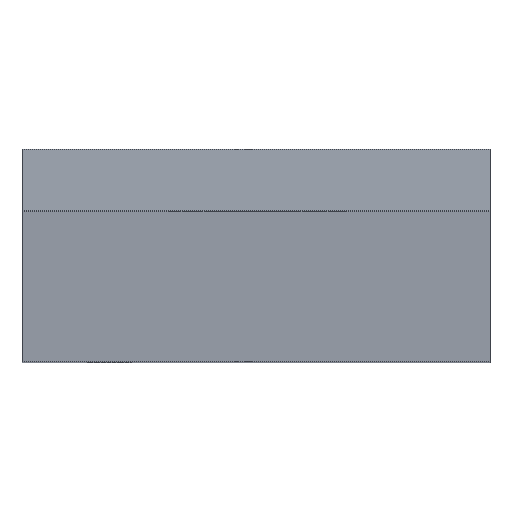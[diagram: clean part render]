
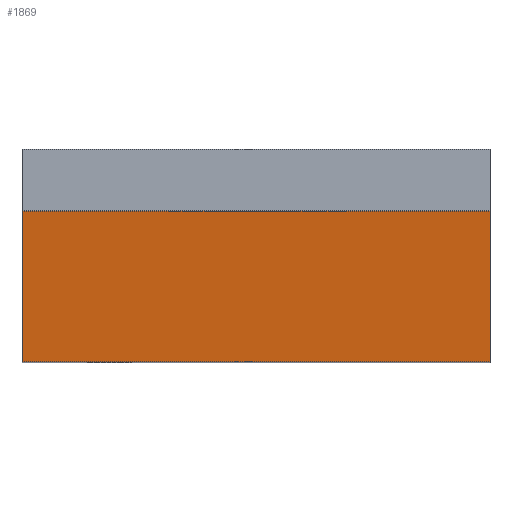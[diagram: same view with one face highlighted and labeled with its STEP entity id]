
A CAD part, top view. The second image highlights one B-rep face of the part: STEP entity #1869.
In plain terms, the highlighted planar face has unit normal (0, -0.116, 0.993).
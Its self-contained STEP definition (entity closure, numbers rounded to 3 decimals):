
#47 = VERTEX_POINT ( 'NONE', #2435 ) ;
#131 = FACE_OUTER_BOUND ( 'NONE', #353, .T. ) ;
#135 = CARTESIAN_POINT ( 'NONE',  ( 0., 3.43, 14. ) ) ;
#344 = VECTOR ( 'NONE', #2703, 1000. ) ;
#353 = EDGE_LOOP ( 'NONE', ( #1161, #691, #1811, #553 ) ) ;
#430 = DIRECTION ( 'NONE',  ( 0., -0.993, -0.116 ) ) ;
#482 = LINE ( 'NONE', #135, #2410 ) ;
#536 = VERTEX_POINT ( 'NONE', #1182 ) ;
#553 = ORIENTED_EDGE ( 'NONE', *, *, #2497, .T. ) ;
#678 = CARTESIAN_POINT ( 'NONE',  ( 0., 3.43, 14. ) ) ;
#679 = CARTESIAN_POINT ( 'NONE',  ( 10.67, 3.43, 14. ) ) ;
#691 = ORIENTED_EDGE ( 'NONE', *, *, #3059, .F. ) ;
#941 = CARTESIAN_POINT ( 'NONE',  ( 0., 1.715, 13.8 ) ) ;
#1134 = EDGE_CURVE ( 'NONE', #2505, #3197, #482, .T. ) ;
#1161 = ORIENTED_EDGE ( 'NONE', *, *, #2961, .F. ) ;
#1182 = CARTESIAN_POINT ( 'NONE',  ( 10.67, 0., 13.6 ) ) ;
#1183 = DIRECTION ( 'NONE',  ( 0., 0.993, 0.116 ) ) ;
#1479 = CARTESIAN_POINT ( 'NONE',  ( 10.67, 3.43, 14. ) ) ;
#1581 = VECTOR ( 'NONE', #430, 1000. ) ;
#1751 = CARTESIAN_POINT ( 'NONE',  ( 0., 0., 13.6 ) ) ;
#1811 = ORIENTED_EDGE ( 'NONE', *, *, #1134, .F. ) ;
#1869 = ADVANCED_FACE ( 'NONE', ( #131 ), #2956, .F. ) ;
#2016 = DIRECTION ( 'NONE',  ( 1., 0., 0. ) ) ;
#2074 = LINE ( 'NONE', #1751, #2429 ) ;
#2270 = LINE ( 'NONE', #2424, #1581 ) ;
#2410 = VECTOR ( 'NONE', #2016, 1000. ) ;
#2424 = CARTESIAN_POINT ( 'NONE',  ( 0., 3.43, 14. ) ) ;
#2429 = VECTOR ( 'NONE', #2935, 1000. ) ;
#2435 = CARTESIAN_POINT ( 'NONE',  ( 0., 0., 13.6 ) ) ;
#2497 = EDGE_CURVE ( 'NONE', #2505, #47, #2270, .T. ) ;
#2505 = VERTEX_POINT ( 'NONE', #678 ) ;
#2703 = DIRECTION ( 'NONE',  ( 0., -0.993, -0.116 ) ) ;
#2706 = AXIS2_PLACEMENT_3D ( 'NONE', #941, #2717, #1183 ) ;
#2717 = DIRECTION ( 'NONE',  ( 0., 0.116, -0.993 ) ) ;
#2935 = DIRECTION ( 'NONE',  ( -1., 0., 0. ) ) ;
#2956 = PLANE ( 'NONE',  #2706 ) ;
#2961 = EDGE_CURVE ( 'NONE', #536, #47, #2074, .T. ) ;
#3021 = LINE ( 'NONE', #679, #344 ) ;
#3059 = EDGE_CURVE ( 'NONE', #3197, #536, #3021, .T. ) ;
#3197 = VERTEX_POINT ( 'NONE', #1479 ) ;
